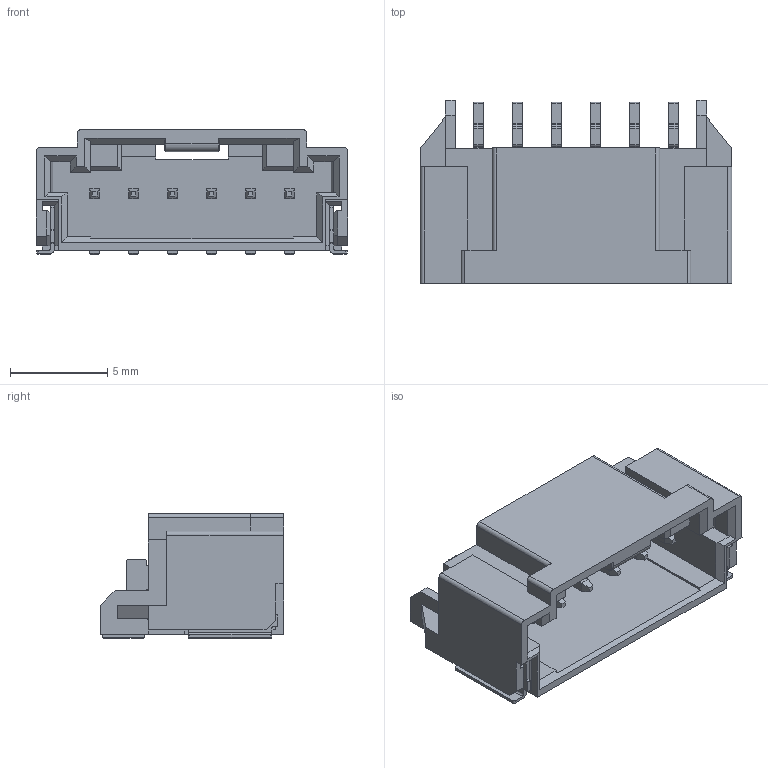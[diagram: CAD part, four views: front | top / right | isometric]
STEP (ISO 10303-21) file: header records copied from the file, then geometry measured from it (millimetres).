
FILE_DESCRIPTION( ('This file contains a STEP AP42 implementation' ,'as created by ZW3D STEP Interface translator.') ,'2;1' );
FILE_NAME( 'WF2010-1WZHXXR01.stp' ,'24 1 3.162932', (''), ('ZWCAD Software Co.'), 'Version 1.0', 'ZW3D to STEP translator', '' );
FILE_SCHEMA(('AUTOMOTIVE_DESIGN { 1 0 10303 214 1 1 1 1 }'));
Length unit declared in the file: millimetre
Products named in the file (2): 0; WF2010-1WZHXXR01
Bounding box: 16 x 9.4 x 6.4 mm (x, y, z)
Volume: 336.8 mm3; surface area: 1004.5 mm2
Topology: 3 solids, 3 shells, 644 faces, 1854 edges, 1212 vertices
Faces by surface type: plane 488, cylinder 143, bspline 11, cone 2
Entity records: 21684 total; most frequent: CARTESIAN_POINT 3993, ORIENTED_EDGE 3708, DIRECTION 3333, EDGE_CURVE 1854, VECTOR 1489, LINE 1489, VERTEX_POINT 1212, AXIS2_PLACEMENT_3D 922
